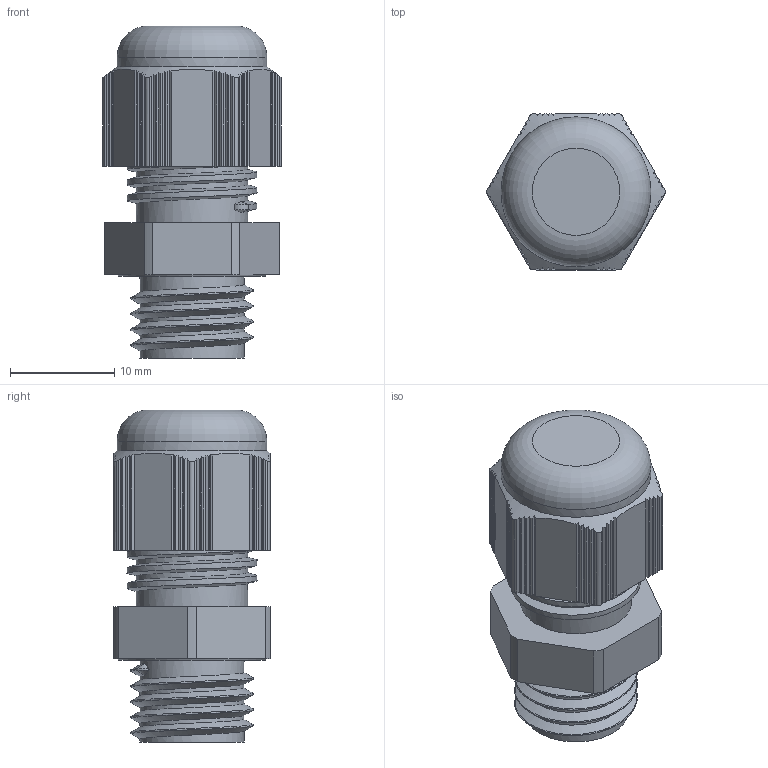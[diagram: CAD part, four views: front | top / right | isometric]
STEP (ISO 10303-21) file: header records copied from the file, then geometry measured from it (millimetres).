
FILE_DESCRIPTION((''),'2;1');
FILE_NAME('BM-0S-1S-2S-3S-4S-5S.stp','2012-09-25T14:25:18',('oktay'),(''),'Autodesk Inventor 2013','Autodesk Inventor 2013','');
FILE_SCHEMA(('AUTOMOTIVE_DESIGN { 1 0 10303 214 1 1 1 1 }'));
Length unit declared in the file: millimetre
Products named in the file (1): M12 MONTAJ (PG 7) (NORMAL)_Shrinkwrap_1
Bounding box: 17.2 x 15 x 31.92 mm (x, y, z)
Volume: 3881.4 mm3; surface area: 2649.1 mm2
Topology: 1 solids, 1 shells, 207 faces, 597 edges, 392 vertices
Faces by surface type: plane 164, cylinder 23, torus 8, cone 7, bspline 5
Full cylindrical faces by diameter (mm): 7.2 x1, 10 x4, 10.7 x3, 14.4 x1
Entity records: 7945 total; most frequent: CARTESIAN_POINT 3213, ORIENTED_EDGE 1116, DIRECTION 821, EDGE_CURVE 558, VERTEX_POINT 376, VECTOR 337, LINE 337, AXIS2_PLACEMENT_3D 242
